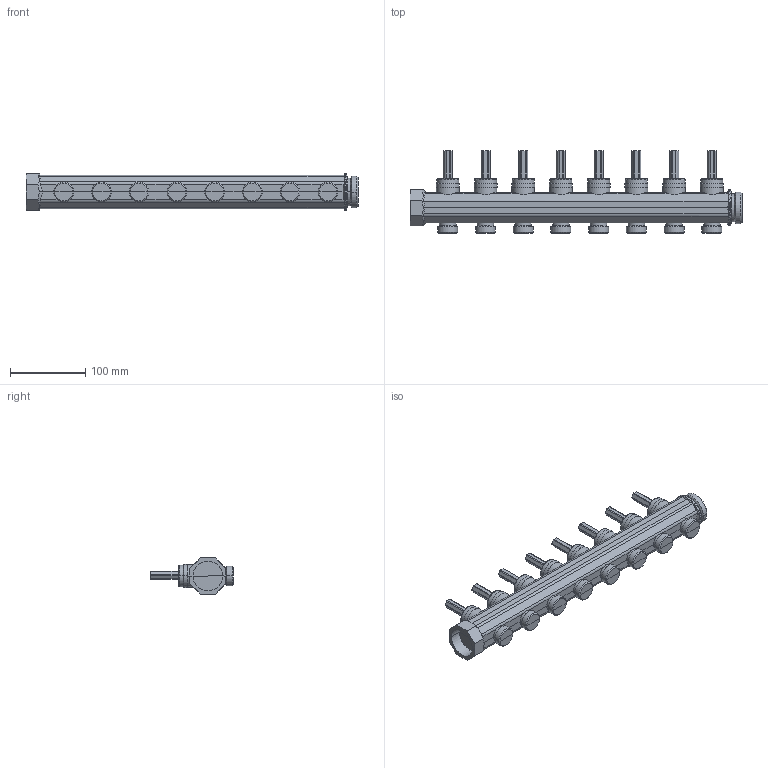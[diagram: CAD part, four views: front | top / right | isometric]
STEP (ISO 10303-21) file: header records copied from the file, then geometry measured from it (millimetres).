
FILE_DESCRIPTION(/* description */ (''),/* implementation_level */ '2;1');
FILE_NAME(/* name */ '667785S1 (STP).stp',/* time_stamp */ '2018-10-05T09:15:59+02:00',/* author */ ('ufftec'),/* organization */ (''),/* preprocessor_version */ 'ST-DEVELOPER v16.5',/* originating_system */ 'Autodesk Inventor 2017',/* authorisation */ '');
FILE_SCHEMA (('AUTOMOTIVE_DESIGN { 1 0 10303 214 3 1 1 }'));
Length unit declared in the file: millimetre
Products named in the file (1): 667785S1
Bounding box: 440 x 109 x 48 mm (x, y, z)
Volume: 856777.7 mm3; surface area: 117251.6 mm2
Topology: 17 solids, 17 shells, 462 faces, 1084 edges, 656 vertices
Faces by surface type: plane 210, cylinder 178, cone 56, torus 18
Entity records: 13746 total; most frequent: CARTESIAN_POINT 3267, DIRECTION 2218, ORIENTED_EDGE 2168, EDGE_CURVE 1084, AXIS2_PLACEMENT_3D 849, VERTEX_POINT 656, LINE 520, VECTOR 520
